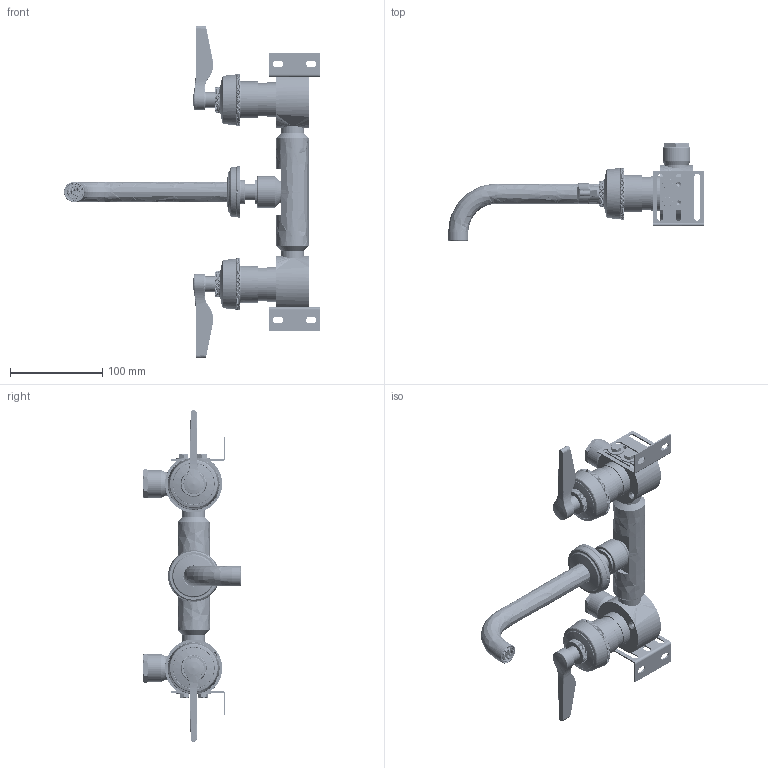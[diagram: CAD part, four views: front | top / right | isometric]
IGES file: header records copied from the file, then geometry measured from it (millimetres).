
Global section: file name: T11KA17-1LA; native system: Autodesk Inventor 2024; preprocessor: unknown; author: kwhieldon; date: 20240529.095335; units: millimetre
Bounding box: 277.85 x 105.5 x 360.5 mm (x, y, z)
Volume: 534284.6 mm3; surface area: 271943.9 mm2
Topology: 61 solids, 61 shells, 15762 faces, 35831 edges, 20325 vertices
Faces by surface type: bspline 15762
